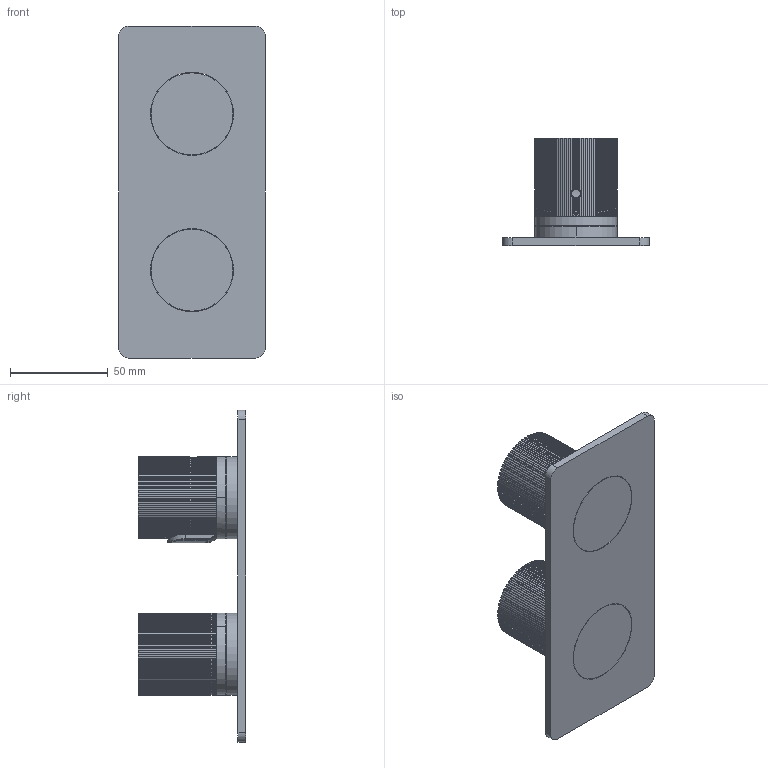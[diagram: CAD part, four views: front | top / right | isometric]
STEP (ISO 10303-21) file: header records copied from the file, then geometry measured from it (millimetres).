
FILE_DESCRIPTION((''),'2;1');
FILE_NAME('64671_ASM','2023-07-16T12:26:26',('dell'),(''),'CREO PARAMETRIC BY PTC INC, 2019224','CREO PARAMETRIC BY PTC INC, 2019224','');
FILE_SCHEMA(('CONFIG_CONTROL_DESIGN'));
Products named in the file (7): 64671; 64671-04; 64671-01; 64671-02; 64671-03; 64671-T_ASM; 64671_ASM
Assembly tree (6 placements, depth 3):
  64671_ASM
    64671
    64671-04
    64671-T_ASM
      64671-01
      64671-02
      64671-03
Bounding box: 75 x 55 x 170 mm (x, y, z)
Volume: 223567.6 mm3; surface area: 62028.4 mm2
Topology: 6 solids, 10 shells, 1213 faces, 3378 edges, 2183 vertices
Faces by surface type: cylinder 482, plane 419, torus 263, bspline 33, cone 10, sphere 4, extrusion 2
Entity records: 61083 total; most frequent: CARTESIAN_POINT 30860, ORIENTED_EDGE 6729, DIRECTION 5814, EDGE_CURVE 3374, VERTEX_POINT 2183, AXIS2_PLACEMENT_3D 2090, VECTOR 1634, LINE 1632
